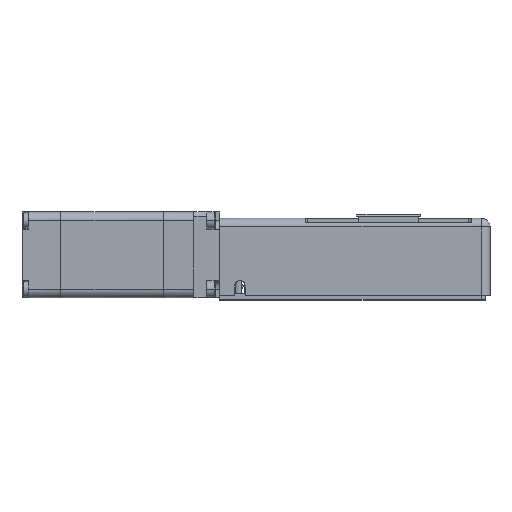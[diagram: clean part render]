
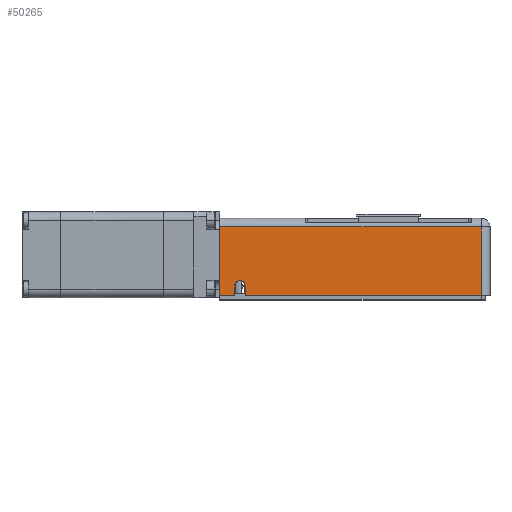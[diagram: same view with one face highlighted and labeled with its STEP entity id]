
A CAD part, top view. The second image highlights one B-rep face of the part: STEP entity #50265.
In plain terms, the highlighted planar face has unit normal (0, 0, 1).
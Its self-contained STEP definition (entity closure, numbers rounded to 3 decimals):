
#1474 = CARTESIAN_POINT ( 'NONE',  ( 5.967, 3.577, 8.5 ) ) ;
#1737 = ORIENTED_EDGE ( 'NONE', *, *, #39524, .F. ) ;
#2005 = CARTESIAN_POINT ( 'NONE',  ( 5.518, 4.25, 8.5 ) ) ;
#2474 = FACE_OUTER_BOUND ( 'NONE', #39395, .T. ) ;
#3041 = CARTESIAN_POINT ( 'NONE',  ( 3.533, 3.577, 8.5 ) ) ;
#3870 = CARTESIAN_POINT ( 'NONE',  ( 6., 1., 8.5 ) ) ;
#4056 = VERTEX_POINT ( 'NONE', #44544 ) ;
#4331 = VERTEX_POINT ( 'NONE', #42385 ) ;
#6418 = EDGE_CURVE ( 'NONE', #29573, #22877, #10901, .T. ) ;
#6478 = CARTESIAN_POINT ( 'NONE',  ( 6., 1., 8.5 ) ) ;
#6741 = CARTESIAN_POINT ( 'NONE',  ( 0., 1., 8.5 ) ) ;
#7398 = ORIENTED_EDGE ( 'NONE', *, *, #21606, .F. ) ;
#7434 = ORIENTED_EDGE ( 'NONE', *, *, #29235, .F. ) ;
#9722 = CARTESIAN_POINT ( 'NONE',  ( 6., 1., 8.5 ) ) ;
#9963 = CARTESIAN_POINT ( 'NONE',  ( 61., 1., 8.5 ) ) ;
#10135 = CARTESIAN_POINT ( 'NONE',  ( 3.75, 4.018, 8.5 ) ) ;
#10240 = EDGE_CURVE ( 'NONE', #4331, #29146, #16166, .T. ) ;
#10775 = CARTESIAN_POINT ( 'NONE',  ( 24.333, 1., 8.5 ) ) ;
#10901 = B_SPLINE_CURVE_WITH_KNOTS ( 'NONE', 3,
 ( #3870, #39517, #27461, #44464 ),
 .UNSPECIFIED., .F., .F.,
 ( 4, 4 ),
 ( 0., 1. ),
 .UNSPECIFIED. ) ;
#12345 = CARTESIAN_POINT ( 'NONE',  ( 61., 1., 8.5 ) ) ;
#13831 = CARTESIAN_POINT ( 'NONE',  ( 5.75, 4.018, 8.5 ) ) ;
#14030 = PLANE ( 'NONE',  #40572 ) ;
#14086 = CARTESIAN_POINT ( 'NONE',  ( 4.914, 4.5, 8.5 ) ) ;
#14443 = CARTESIAN_POINT ( 'NONE',  ( 61., 1., 8.5 ) ) ;
#14609 = CARTESIAN_POINT ( 'NONE',  ( 2.333, 1., 8.5 ) ) ;
#14925 = CARTESIAN_POINT ( 'NONE',  ( 40.667, 17., 8.5 ) ) ;
#15995 = CARTESIAN_POINT ( 'NONE',  ( 3.5, 1., 8.5 ) ) ;
#16166 = B_SPLINE_CURVE_WITH_KNOTS ( 'NONE', 3,
 ( #35911, #40105, #44288, #12345 ),
 .UNSPECIFIED., .F., .F.,
 ( 4, 4 ),
 ( 0., 1. ),
 .UNSPECIFIED. ) ;
#16646 = ORIENTED_EDGE ( 'NONE', *, *, #27556, .T. ) ;
#17458 = CARTESIAN_POINT ( 'NONE',  ( 5.842, 3.88, 8.5 ) ) ;
#17970 = CARTESIAN_POINT ( 'NONE',  ( 5.38, 4.342, 8.5 ) ) ;
#18428 = CARTESIAN_POINT ( 'NONE',  ( 0., 19., 8.5 ) ) ;
#21361 = CARTESIAN_POINT ( 'NONE',  ( 6., 3.414, 8.5 ) ) ;
#21432 = CARTESIAN_POINT ( 'NONE',  ( 0., 11.667, 8.5 ) ) ;
#21505 = VERTEX_POINT ( 'NONE', #51041 ) ;
#21606 = EDGE_CURVE ( 'NONE', #34566, #4056, #35080, .T. ) ;
#22877 = VERTEX_POINT ( 'NONE', #42239 ) ;
#23362 = B_SPLINE_CURVE_WITH_KNOTS ( 'NONE', 3,
 ( #43525, #47231, #39616, #30966 ),
 .UNSPECIFIED., .F., .F.,
 ( 4, 4 ),
 ( 0., 1. ),
 .UNSPECIFIED. ) ;
#23865 = B_SPLINE_CURVE_WITH_KNOTS ( 'NONE', 3,
 ( #45325, #21432, #28834, #33532 ),
 .UNSPECIFIED., .F., .F.,
 ( 4, 4 ),
 ( 0., 1. ),
 .UNSPECIFIED. ) ;
#24780 = EDGE_CURVE ( 'NONE', #29146, #29573, #50619, .T. ) ;
#25561 = B_SPLINE_CURVE_WITH_KNOTS ( 'NONE', 3,
 ( #26193, #49793, #14925, #45858 ),
 .UNSPECIFIED., .F., .F.,
 ( 4, 4 ),
 ( 0., 1. ),
 .UNSPECIFIED. ) ;
#26110 = CARTESIAN_POINT ( 'NONE',  ( 3.658, 3.88, 8.5 ) ) ;
#26193 = CARTESIAN_POINT ( 'NONE',  ( 0., 17., 8.5 ) ) ;
#26221 = CARTESIAN_POINT ( 'NONE',  ( 42.667, 1., 8.5 ) ) ;
#27461 = CARTESIAN_POINT ( 'NONE',  ( 6., 2.5, 8.5 ) ) ;
#27556 = EDGE_CURVE ( 'NONE', #45442, #4056, #23865, .T. ) ;
#28834 = CARTESIAN_POINT ( 'NONE',  ( 0., 6.333, 8.5 ) ) ;
#29146 = VERTEX_POINT ( 'NONE', #9963 ) ;
#29235 = EDGE_CURVE ( 'NONE', #45442, #4331, #25561, .T. ) ;
#29538 = CARTESIAN_POINT ( 'NONE',  ( 4.423, 4.467, 8.5 ) ) ;
#29573 = VERTEX_POINT ( 'NONE', #6478 ) ;
#30048 = CARTESIAN_POINT ( 'NONE',  ( 4.12, 4.342, 8.5 ) ) ;
#30584 = CARTESIAN_POINT ( 'NONE',  ( 1.167, 1., 8.5 ) ) ;
#30966 = CARTESIAN_POINT ( 'NONE',  ( 3.5, 1., 8.5 ) ) ;
#31085 = CARTESIAN_POINT ( 'NONE',  ( 3.5, 3.25, 8.5 ) ) ;
#33464 = CARTESIAN_POINT ( 'NONE',  ( 5.077, 4.467, 8.5 ) ) ;
#33532 = CARTESIAN_POINT ( 'NONE',  ( 0., 1., 8.5 ) ) ;
#33880 = B_SPLINE_CURVE_WITH_KNOTS ( 'NONE', 3,
 ( #42077, #21361, #1474, #17458, #13831, #2005, #17970, #33464, #14086, #49967, #29538, #30048, #46039, #10135, #26110, #3041, #34761, #31085 ),
 .UNSPECIFIED., .F., .F.,
 ( 4, 2, 2, 2, 2, 2, 2, 2, 4 ),
 ( 0., 0.125, 0.25, 0.375, 0.5, 0.625, 0.75, 0.875, 1. ),
 .UNSPECIFIED. ) ;
#34566 = VERTEX_POINT ( 'NONE', #15995 ) ;
#34761 = CARTESIAN_POINT ( 'NONE',  ( 3.5, 3.414, 8.5 ) ) ;
#35080 = B_SPLINE_CURVE_WITH_KNOTS ( 'NONE', 3,
 ( #50508, #14609, #30584, #6741 ),
 .UNSPECIFIED., .F., .F.,
 ( 4, 4 ),
 ( 0., 1. ),
 .UNSPECIFIED. ) ;
#35911 = CARTESIAN_POINT ( 'NONE',  ( 61., 17., 8.5 ) ) ;
#36228 = ORIENTED_EDGE ( 'NONE', *, *, #10240, .F. ) ;
#36865 = ORIENTED_EDGE ( 'NONE', *, *, #46150, .F. ) ;
#38628 = DIRECTION ( 'NONE',  ( -1., 0., 0. ) ) ;
#39395 = EDGE_LOOP ( 'NONE', ( #47279, #49923, #36228, #7434, #16646, #7398, #36865, #1737 ) ) ;
#39517 = CARTESIAN_POINT ( 'NONE',  ( 6., 1.75, 8.5 ) ) ;
#39524 = EDGE_CURVE ( 'NONE', #22877, #21505, #33880, .T. ) ;
#39616 = CARTESIAN_POINT ( 'NONE',  ( 3.5, 1.75, 8.5 ) ) ;
#40105 = CARTESIAN_POINT ( 'NONE',  ( 61., 11.667, 8.5 ) ) ;
#40572 = AXIS2_PLACEMENT_3D ( 'NONE', #18428, #50711, #38628 ) ;
#41324 = CARTESIAN_POINT ( 'NONE',  ( 0., 17., 8.5 ) ) ;
#42077 = CARTESIAN_POINT ( 'NONE',  ( 6., 3.25, 8.5 ) ) ;
#42239 = CARTESIAN_POINT ( 'NONE',  ( 6., 3.25, 8.5 ) ) ;
#42385 = CARTESIAN_POINT ( 'NONE',  ( 61., 17., 8.5 ) ) ;
#43525 = CARTESIAN_POINT ( 'NONE',  ( 3.5, 3.25, 8.5 ) ) ;
#44288 = CARTESIAN_POINT ( 'NONE',  ( 61., 6.333, 8.5 ) ) ;
#44464 = CARTESIAN_POINT ( 'NONE',  ( 6., 3.25, 8.5 ) ) ;
#44544 = CARTESIAN_POINT ( 'NONE',  ( 0., 1., 8.5 ) ) ;
#45325 = CARTESIAN_POINT ( 'NONE',  ( 0., 17., 8.5 ) ) ;
#45442 = VERTEX_POINT ( 'NONE', #41324 ) ;
#45858 = CARTESIAN_POINT ( 'NONE',  ( 61., 17., 8.5 ) ) ;
#46039 = CARTESIAN_POINT ( 'NONE',  ( 3.982, 4.25, 8.5 ) ) ;
#46150 = EDGE_CURVE ( 'NONE', #21505, #34566, #23362, .T. ) ;
#47231 = CARTESIAN_POINT ( 'NONE',  ( 3.5, 2.5, 8.5 ) ) ;
#47279 = ORIENTED_EDGE ( 'NONE', *, *, #6418, .F. ) ;
#49793 = CARTESIAN_POINT ( 'NONE',  ( 20.333, 17., 8.5 ) ) ;
#49923 = ORIENTED_EDGE ( 'NONE', *, *, #24780, .F. ) ;
#49967 = CARTESIAN_POINT ( 'NONE',  ( 4.586, 4.5, 8.5 ) ) ;
#50265 = ADVANCED_FACE ( 'NONE', ( #2474 ), #14030, .F. ) ;
#50508 = CARTESIAN_POINT ( 'NONE',  ( 3.5, 1., 8.5 ) ) ;
#50619 = B_SPLINE_CURVE_WITH_KNOTS ( 'NONE', 3,
 ( #14443, #26221, #10775, #9722 ),
 .UNSPECIFIED., .F., .F.,
 ( 4, 4 ),
 ( 0., 1. ),
 .UNSPECIFIED. ) ;
#50711 = DIRECTION ( 'NONE',  ( 0., 0., -1. ) ) ;
#51041 = CARTESIAN_POINT ( 'NONE',  ( 3.5, 3.25, 8.5 ) ) ;
